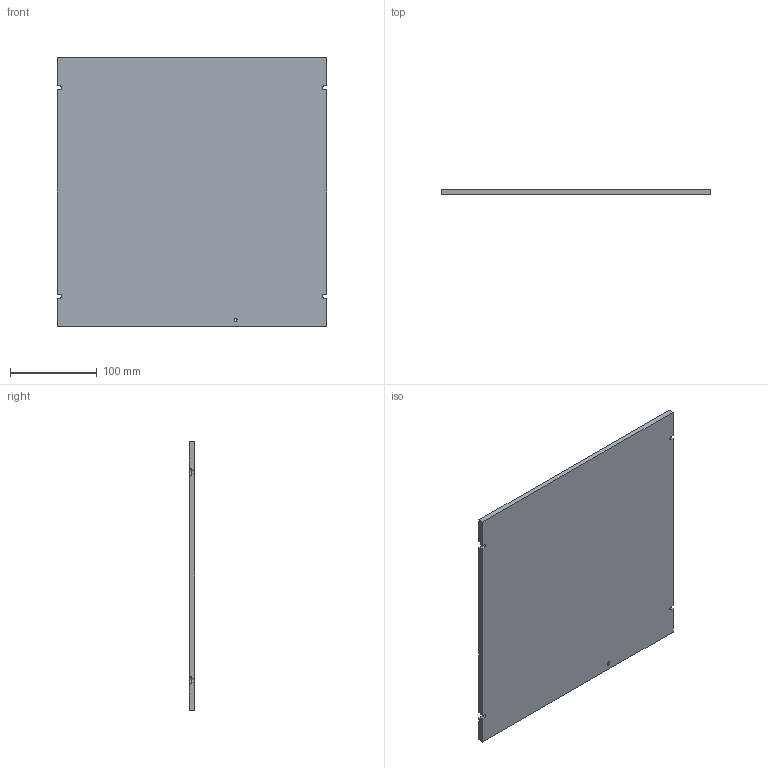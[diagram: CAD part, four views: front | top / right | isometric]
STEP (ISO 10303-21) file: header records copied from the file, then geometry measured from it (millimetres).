
FILE_DESCRIPTION (( 'STEP AP203' ), '1' );
FILE_NAME ('P3_MIC-6 Platform.STEP', '2021-08-25T20:41:09', ( '' ), ( '' ), 'SwSTEP 2.0', 'SolidWorks 2020', '' );
FILE_SCHEMA (( 'CONFIG_CONTROL_DESIGN' ));
Length unit declared in the file: millimetre
Products named in the file (1): P3_MIC-6 Platform
Bounding box: 310 x 6 x 310 mm (x, y, z)
Volume: 575713.8 mm3; surface area: 199802.1 mm2
Topology: 1 solids, 1 shells, 59 faces, 171 edges, 114 vertices
Faces by surface type: plane 30, cylinder 26, bspline 3
Entity records: 4807 total; most frequent: CARTESIAN_POINT 3270, ORIENTED_EDGE 342, DIRECTION 259, EDGE_CURVE 171, VERTEX_POINT 114, LINE 109, VECTOR 109, AXIS2_PLACEMENT_3D 75
